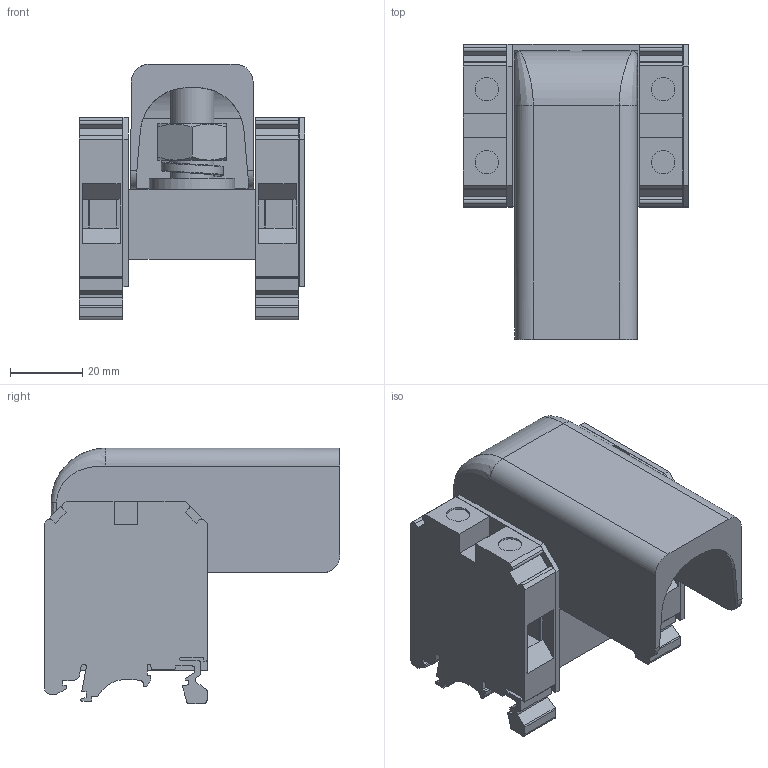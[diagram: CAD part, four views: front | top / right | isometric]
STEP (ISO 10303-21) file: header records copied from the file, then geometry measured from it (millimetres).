
FILE_DESCRIPTION(/* description */ ('Unknown'),/* implementation_level */ '2;1');
FILE_NAME(/* name */ 'DBK150-25-1X2_GY_3D',/* time_stamp */ '2019-10-22T14:08:36+06:00',/* author */ ('Unknown'),/* organization */ ('Unknown'),/* preprocessor_version */ 'ST-DEVELOPER v16.7',/* originating_system */ 'DEX',/* authorisation */ $);
FILE_SCHEMA (('AUTOMOTIVE_DESIGN {1 0 10303 214 3 1 1}'));
Length unit declared in the file: millimetre
Products named in the file (1): DBK150-25-1X2
Bounding box: 62.31 x 81.88 x 70.75 mm (x, y, z)
Volume: 102807.7 mm3; surface area: 53166 mm2
Topology: 1 solids, 3 shells, 385 faces, 1066 edges, 703 vertices
Faces by surface type: plane 267, cylinder 87, bspline 18, cone 13
Full cylindrical faces by diameter (mm): 2 x4, 6.5 x4, 12 x2, 14 x1, 23.7 x1
Entity records: 16205 total; most frequent: CARTESIAN_POINT 3806, ORIENTED_EDGE 2092, DIRECTION 1866, EDGE_CURVE 1046, LINE 764, VECTOR 764, VERTEX_POINT 698, AXIS2_PLACEMENT_3D 551
